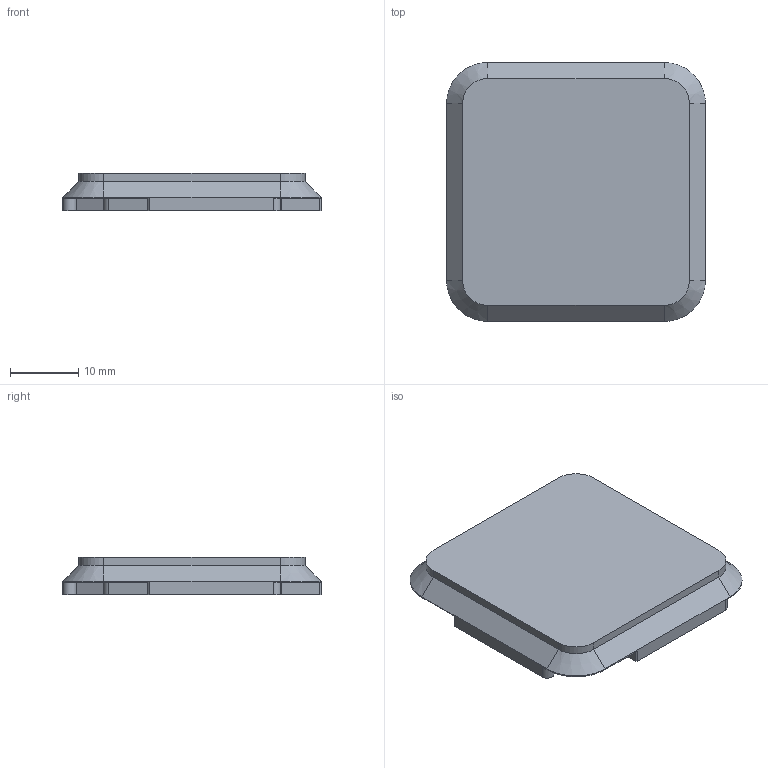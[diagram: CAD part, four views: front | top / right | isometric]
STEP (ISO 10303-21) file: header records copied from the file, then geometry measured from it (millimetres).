
FILE_DESCRIPTION(('FreeCAD Model'),'2;1');
FILE_NAME('Open CASCADE Shape Model','2024-05-19T12:14:30',(''),(''), 'Open CASCADE STEP processor 7.7','FreeCAD','Unknown');
FILE_SCHEMA(('AP242_MANAGED_MODEL_BASED_3D_ENGINEERING_MIM_LF. {1 0 10303 442 1 1 4 }'));
Length unit declared in the file: millimetre
Products named in the file (1): v1
Bounding box: 38 x 38 x 5.5 mm (x, y, z)
Volume: 5257.2 mm3; surface area: 3532.4 mm2
Topology: 1 solids, 1 shells, 56 faces, 165 edges, 112 vertices
Faces by surface type: plane 39, cylinder 13, cone 4
Full cylindrical faces by diameter (mm): 12 x1
Entity records: 4071 total; most frequent: CARTESIAN_POINT 713, DIRECTION 644, LINE 414, VECTOR 414, ORIENTED_EDGE 330, PCURVE 330, DEFINITIONAL_REPRESENTATION 330, EDGE_CURVE 165
